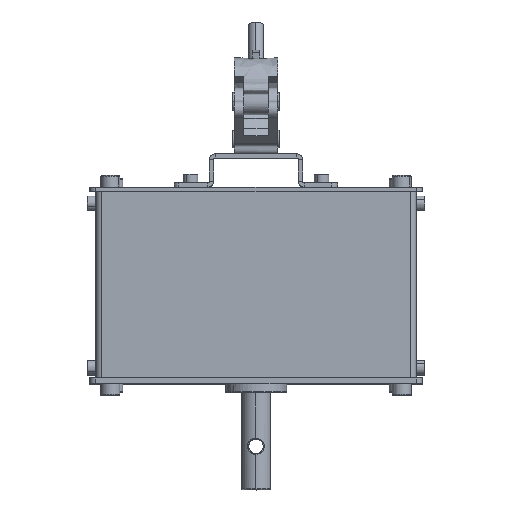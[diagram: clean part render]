
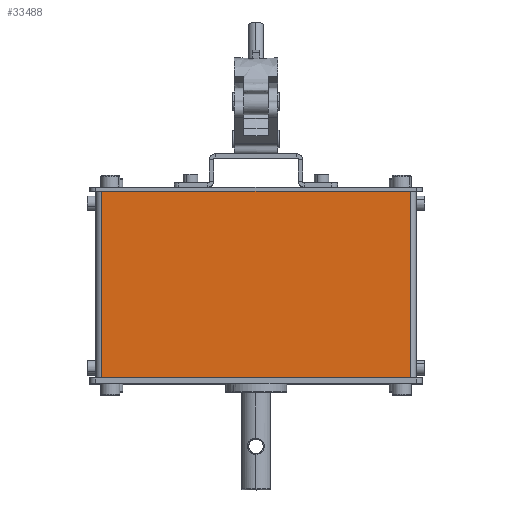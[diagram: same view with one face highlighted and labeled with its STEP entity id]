
A CAD part, top view. The second image highlights one B-rep face of the part: STEP entity #33488.
In plain terms, the highlighted planar face has unit normal (0, 0, 1).
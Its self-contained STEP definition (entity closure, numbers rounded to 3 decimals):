
#8914 = DIRECTION ( 'NONE',  ( 0., 0., -1. ) ) ;
#13460 = DIRECTION ( 'NONE',  ( -1., 0., 0. ) ) ;
#15670 = DIRECTION ( 'NONE',  ( 0., 1., 0. ) ) ;
#15991 = DIRECTION ( 'NONE',  ( 0., 1., 0. ) ) ;
#21593 = DIRECTION ( 'NONE',  ( 0., -1., 0. ) ) ;
#21863 = EDGE_LOOP ( 'NONE', ( #80037, #32031, #77542, #35832 ) ) ;
#22633 = AXIS2_PLACEMENT_3D ( 'NONE', #53838, #8914, #21593 ) ;
#26852 = EDGE_CURVE ( 'NONE', #38161, #37418, #35412, .T. ) ;
#27869 = LINE ( 'NONE', #47805, #29982 ) ;
#29845 = EDGE_CURVE ( 'NONE', #38161, #65897, #52682, .T. ) ;
#29982 = VECTOR ( 'NONE', #15670, 1000. ) ;
#31637 = CARTESIAN_POINT ( 'NONE',  ( -4., 132., 0. ) ) ;
#32031 = ORIENTED_EDGE ( 'NONE', *, *, #46068, .F. ) ;
#33488 = ADVANCED_FACE ( 'NONE', ( #47404 ), #46154, .F. ) ;
#35260 = VECTOR ( 'NONE', #13460, 1000. ) ;
#35412 = LINE ( 'NONE', #69334, #56187 ) ;
#35573 = CARTESIAN_POINT ( 'NONE',  ( -4., 4., 0. ) ) ;
#35832 = ORIENTED_EDGE ( 'NONE', *, *, #26852, .T. ) ;
#37418 = VERTEX_POINT ( 'NONE', #58206 ) ;
#38161 = VERTEX_POINT ( 'NONE', #35573 ) ;
#46068 = EDGE_CURVE ( 'NONE', #65897, #70450, #27869, .T. ) ;
#46154 = PLANE ( 'NONE',  #22633 ) ;
#46174 = EDGE_CURVE ( 'NONE', #37418, #70450, #50770, .T. ) ;
#47404 = FACE_OUTER_BOUND ( 'NONE', #21863, .T. ) ;
#47805 = CARTESIAN_POINT ( 'NONE',  ( -216., 4., 0. ) ) ;
#50302 = CARTESIAN_POINT ( 'NONE',  ( -216., 132., 0. ) ) ;
#50482 = CARTESIAN_POINT ( 'NONE',  ( -216., 4., 0. ) ) ;
#50770 = LINE ( 'NONE', #31637, #35260 ) ;
#52682 = LINE ( 'NONE', #53095, #81116 ) ;
#53095 = CARTESIAN_POINT ( 'NONE',  ( -4., 4., 0. ) ) ;
#53838 = CARTESIAN_POINT ( 'NONE',  ( -4., 4., 0. ) ) ;
#56187 = VECTOR ( 'NONE', #15991, 1000. ) ;
#58206 = CARTESIAN_POINT ( 'NONE',  ( -4., 132., 0. ) ) ;
#65897 = VERTEX_POINT ( 'NONE', #50482 ) ;
#69334 = CARTESIAN_POINT ( 'NONE',  ( -4., 4., 0. ) ) ;
#70450 = VERTEX_POINT ( 'NONE', #50302 ) ;
#73816 = DIRECTION ( 'NONE',  ( -1., 0., 0. ) ) ;
#77542 = ORIENTED_EDGE ( 'NONE', *, *, #29845, .F. ) ;
#80037 = ORIENTED_EDGE ( 'NONE', *, *, #46174, .T. ) ;
#81116 = VECTOR ( 'NONE', #73816, 1000. ) ;
